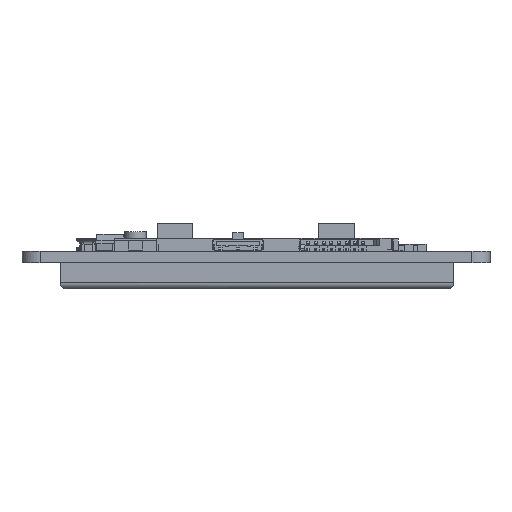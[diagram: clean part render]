
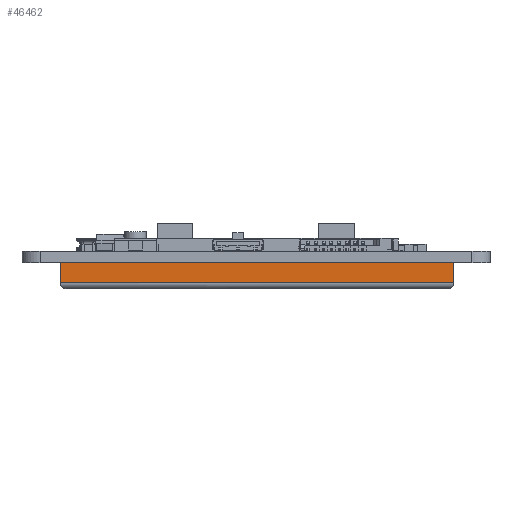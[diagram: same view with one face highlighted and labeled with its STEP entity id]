
A CAD part, front view. The second image highlights one B-rep face of the part: STEP entity #46462.
In plain terms, the highlighted planar face has unit normal (0, -1, 0).
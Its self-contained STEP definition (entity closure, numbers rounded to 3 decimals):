
#1294=PLANE('',#49673);
#3399=FACE_OUTER_BOUND('',#6068,.T.);
#6068=EDGE_LOOP('',(#35257,#35258,#35259,#35260));
#9663=LINE('',#69136,#15204);
#9665=LINE('',#69140,#15206);
#9666=LINE('',#69142,#15207);
#9667=LINE('',#69143,#15208);
#15204=VECTOR('',#56237,10.);
#15206=VECTOR('',#56241,10.);
#15207=VECTOR('',#56242,10.);
#15208=VECTOR('',#56243,10.);
#21466=VERTEX_POINT('',#69120);
#21470=VERTEX_POINT('',#69132);
#21471=VERTEX_POINT('',#69139);
#21472=VERTEX_POINT('',#69141);
#26411=EDGE_CURVE('',#21466,#21470,#9663,.T.);
#26413=EDGE_CURVE('',#21466,#21471,#9665,.T.);
#26414=EDGE_CURVE('',#21472,#21471,#9666,.T.);
#26415=EDGE_CURVE('',#21470,#21472,#9667,.T.);
#35257=ORIENTED_EDGE('',*,*,#26411,.F.);
#35258=ORIENTED_EDGE('',*,*,#26413,.T.);
#35259=ORIENTED_EDGE('',*,*,#26414,.F.);
#35260=ORIENTED_EDGE('',*,*,#26415,.F.);
#46462=ADVANCED_FACE('',(#3399),#1294,.T.);
#49673=AXIS2_PLACEMENT_3D('',#69138,#56239,#56240);
#56237=DIRECTION('',(1.,0.,0.));
#56239=DIRECTION('center_axis',(0.,-1.,0.));
#56240=DIRECTION('ref_axis',(-1.,0.,0.));
#56241=DIRECTION('',(0.,0.,-1.));
#56242=DIRECTION('',(-1.,0.,0.));
#56243=DIRECTION('',(0.,0.,-1.));
#69120=CARTESIAN_POINT('',(-27.9,-37.35,2.859));
#69132=CARTESIAN_POINT('',(27.6,-37.35,2.859));
#69136=CARTESIAN_POINT('',(13.725,-37.35,2.859));
#69138=CARTESIAN_POINT('Origin',(27.6,-37.35,3.7));
#69139=CARTESIAN_POINT('',(-27.9,-37.35,0.));
#69140=CARTESIAN_POINT('',(-27.9,-37.35,3.7));
#69141=CARTESIAN_POINT('',(27.6,-37.35,0.));
#69142=CARTESIAN_POINT('',(-27.9,-37.35,0.));
#69143=CARTESIAN_POINT('',(27.6,-37.35,3.7));
